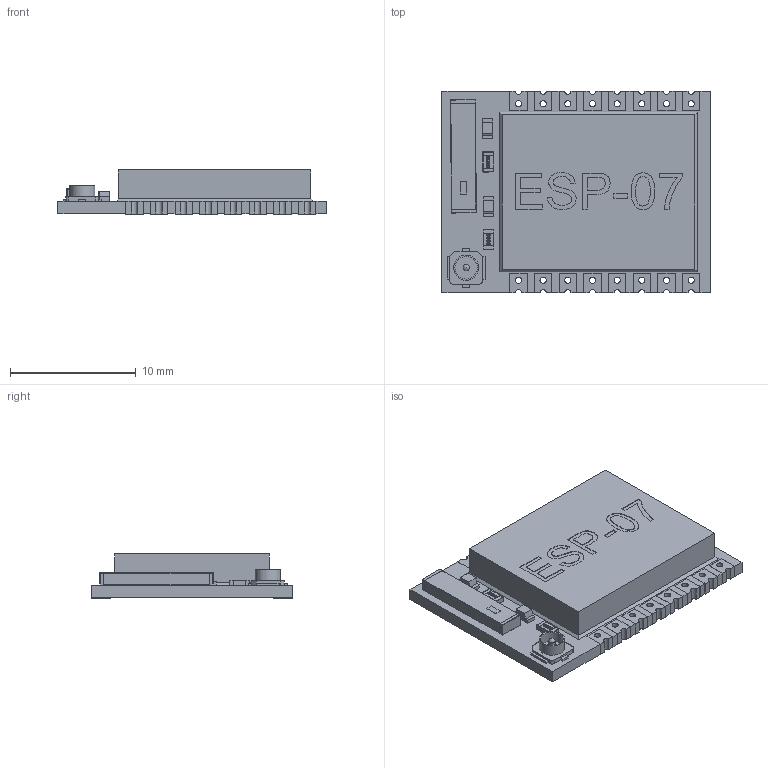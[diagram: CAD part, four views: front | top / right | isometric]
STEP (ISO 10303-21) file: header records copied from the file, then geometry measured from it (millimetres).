
FILE_DESCRIPTION(/* description */ (''),/* implementation_level */ '2;1');
FILE_NAME(/* name */ 'ESP-07 v3.step',/* time_stamp */ '2021-02-28T21:55:57+01:00',/* author */ (''),/* organization */ (''),/* preprocessor_version */ 'ST-DEVELOPER v18.1',/* originating_system */ 'Autodesk Translation Framework v9.7.1.1290',/* authorisation */ '');
FILE_SCHEMA (('AUTOMOTIVE_DESIGN { 1 0 10303 214 3 1 1 }'));
Length unit declared in the file: millimetre
Products named in the file (6): ESP-07; ESP-07_1; PatchAntenna; UFL; 0603R; LED_0603
Assembly tree (7 placements, depth 2):
  ESP-07
    ESP-07_1
    PatchAntenna
    UFL
    0603R  x2
    LED_0603  x2
Bounding box: 21.3 x 16.02 x 3.51 mm (x, y, z)
Volume: 831.3 mm3; surface area: 1024 mm2
Topology: 7 solids, 7 shells, 867 faces, 2389 edges, 1547 vertices
Faces by surface type: plane 675, cylinder 97, bspline 70, sphere 25
Full cylindrical faces by diameter (mm): 0.5 x17, 1.8 x1, 2 x1
Entity records: 20751 total; most frequent: CARTESIAN_POINT 4671, ORIENTED_EDGE 3434, DIRECTION 2874, EDGE_CURVE 1717, LINE 1422, VECTOR 1422, VERTEX_POINT 1123, AXIS2_PLACEMENT_3D 726
